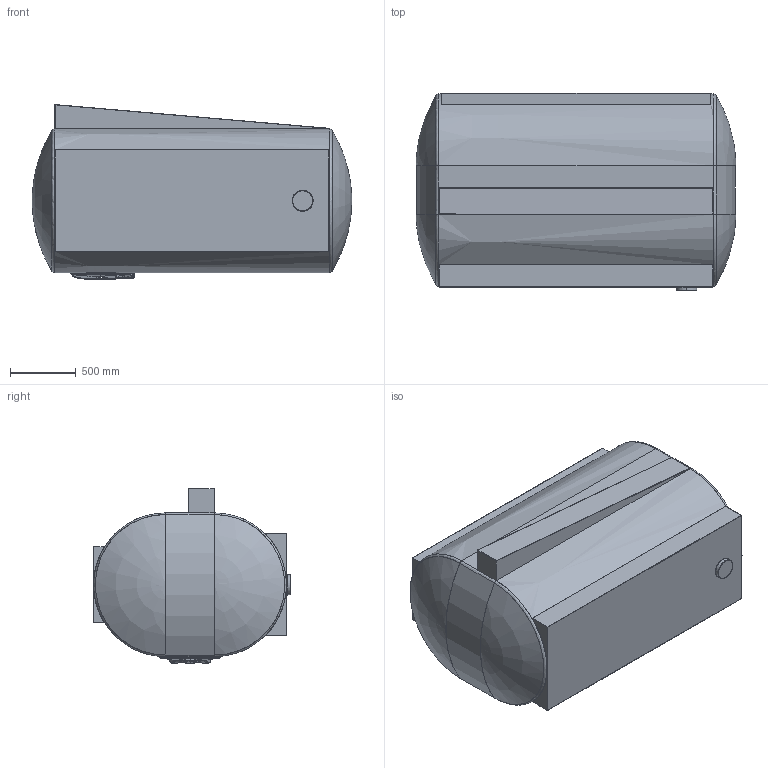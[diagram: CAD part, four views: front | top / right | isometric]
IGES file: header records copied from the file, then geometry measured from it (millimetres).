
Start section: SolidWorks IGES file using analytic representation for surfaces
Global section: file name: 3100L TANQUE CILINDRICO HORIZONTAL COM CALHA TP415 POLITIPLASTIC.IGS; native system: SolidWorks 2025; preprocessor: SolidWorks 2025; author: DELL_POLITI; date: 250604.165632; units: millimetre
Bounding box: 2425 x 1500 x 1326.66 mm (x, y, z)
Surface area: 26271815.4 mm2 (no closed solid volume)
Topology: 0 solids, 0 shells, 1741 faces, 20403 edges, 20341 vertices
Faces by surface type: bspline 1109, revolution 632
